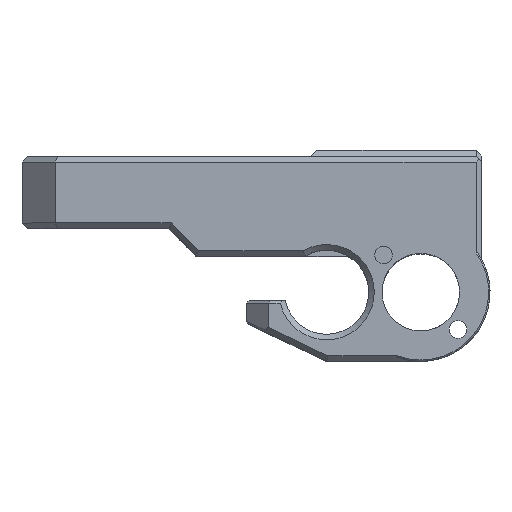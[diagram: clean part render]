
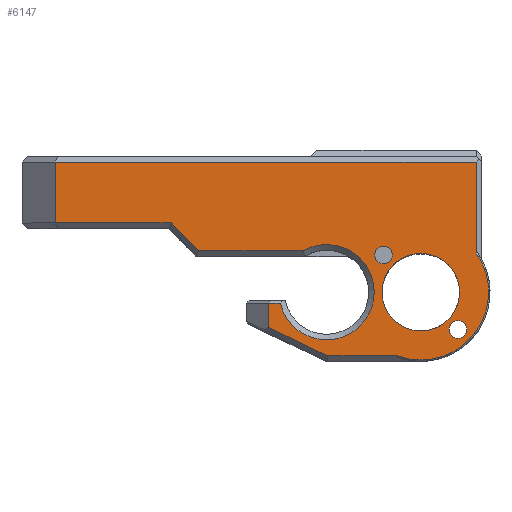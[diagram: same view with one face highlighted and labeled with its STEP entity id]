
A CAD part, top view. The second image highlights one B-rep face of the part: STEP entity #6147.
In plain terms, the highlighted planar face has unit normal (0, 0, 1).
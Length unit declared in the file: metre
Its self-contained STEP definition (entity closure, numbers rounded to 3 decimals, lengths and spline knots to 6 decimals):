
#157=CIRCLE('',#6323,0.01225);
#176=CIRCLE('',#6355,0.007);
#178=CIRCLE('',#6374,0.0086);
#237=CIRCLE('',#6608,0.0016);
#238=CIRCLE('',#6609,0.0016);
#1651=ORIENTED_EDGE('',*,*,#2408,.F.);
#1652=ORIENTED_EDGE('',*,*,#2813,.T.);
#1653=ORIENTED_EDGE('',*,*,#2814,.T.);
#1654=ORIENTED_EDGE('',*,*,#2440,.F.);
#1655=ORIENTED_EDGE('',*,*,#2572,.T.);
#1656=ORIENTED_EDGE('',*,*,#2575,.T.);
#1657=ORIENTED_EDGE('',*,*,#2580,.T.);
#1658=ORIENTED_EDGE('',*,*,#2438,.T.);
#1659=ORIENTED_EDGE('',*,*,#2362,.T.);
#1660=ORIENTED_EDGE('',*,*,#2358,.T.);
#1661=ORIENTED_EDGE('',*,*,#2445,.F.);
#1662=ORIENTED_EDGE('',*,*,#2559,.T.);
#1663=ORIENTED_EDGE('',*,*,#2562,.T.);
#1664=ORIENTED_EDGE('',*,*,#2565,.T.);
#1665=ORIENTED_EDGE('',*,*,#2568,.T.);
#2358=EDGE_CURVE('',#3197,#3196,#3731,.T.);
#2362=EDGE_CURVE('',#3200,#3197,#157,.T.);
#2408=EDGE_CURVE('',#3227,#3227,#176,.T.);
#2438=EDGE_CURVE('',#3242,#3200,#3780,.T.);
#2440=EDGE_CURVE('',#3243,#3244,#178,.T.);
#2445=EDGE_CURVE('',#3248,#3196,#3782,.T.);
#2559=EDGE_CURVE('',#3248,#3319,#3896,.T.);
#2562=EDGE_CURVE('',#3319,#3321,#3899,.T.);
#2565=EDGE_CURVE('',#3321,#3323,#3902,.T.);
#2568=EDGE_CURVE('',#3323,#3244,#3905,.T.);
#2572=EDGE_CURVE('',#3243,#3326,#3909,.T.);
#2575=EDGE_CURVE('',#3326,#3329,#3912,.T.);
#2580=EDGE_CURVE('',#3329,#3242,#3917,.T.);
#2813=EDGE_CURVE('',#3476,#3476,#237,.T.);
#2814=EDGE_CURVE('',#3477,#3477,#238,.T.);
#3196=VERTEX_POINT('',#8762);
#3197=VERTEX_POINT('',#8764);
#3200=VERTEX_POINT('',#8772);
#3227=VERTEX_POINT('',#8939);
#3242=VERTEX_POINT('',#8999);
#3243=VERTEX_POINT('',#9003);
#3244=VERTEX_POINT('',#9004);
#3248=VERTEX_POINT('',#9018);
#3319=VERTEX_POINT('',#9248);
#3321=VERTEX_POINT('',#9253);
#3323=VERTEX_POINT('',#9260);
#3326=VERTEX_POINT('',#9271);
#3329=VERTEX_POINT('',#9278);
#3476=VERTEX_POINT('',#10183);
#3477=VERTEX_POINT('',#10185);
#3731=LINE('',#8763,#4362);
#3780=LINE('',#8998,#4411);
#3782=LINE('',#9017,#4413);
#3896=LINE('',#9247,#4527);
#3899=LINE('',#9254,#4530);
#3902=LINE('',#9259,#4533);
#3905=LINE('',#9265,#4536);
#3909=LINE('',#9272,#4540);
#3912=LINE('',#9279,#4543);
#3917=LINE('',#9287,#4548);
#4362=VECTOR('',#6958,1.);
#4411=VECTOR('',#7113,1.);
#4413=VECTOR('',#7125,1.);
#4527=VECTOR('',#7329,1.);
#4530=VECTOR('',#7334,1.);
#4533=VECTOR('',#7339,1.);
#4536=VECTOR('',#7344,1.);
#4540=VECTOR('',#7350,1.);
#4543=VECTOR('',#7355,1.);
#4548=VECTOR('',#7362,1.);
#5144=EDGE_LOOP('',(#1651));
#5145=EDGE_LOOP('',(#1652));
#5146=EDGE_LOOP('',(#1653));
#5147=EDGE_LOOP('',(#1654,#1655,#1656,#1657,#1658,#1659,#1660,#1661,#1662,
#1663,#1664,#1665));
#5556=FACE_BOUND('',#5144,.T.);
#5557=FACE_BOUND('',#5145,.T.);
#5558=FACE_BOUND('',#5146,.T.);
#5559=FACE_BOUND('',#5147,.T.);
#5847=PLANE('',#6607);
#6147=ADVANCED_FACE('',(#5556,#5557,#5558,#5559),#5847,.T.);
#6323=AXIS2_PLACEMENT_3D('',#8771,#6966,#6967);
#6355=AXIS2_PLACEMENT_3D('',#8938,#7050,#7051);
#6374=AXIS2_PLACEMENT_3D('',#9002,#7117,#7118);
#6607=AXIS2_PLACEMENT_3D('',#10181,#7872,#7873);
#6608=AXIS2_PLACEMENT_3D('',#10182,#7874,#7875);
#6609=AXIS2_PLACEMENT_3D('',#10184,#7876,#7877);
#6958=DIRECTION('',(0.,1.,0.));
#6966=DIRECTION('',(0.,0.,1.));
#6967=DIRECTION('',(0.,-1.,0.));
#7050=DIRECTION('',(0.,0.,1.));
#7051=DIRECTION('',(1.,0.,0.));
#7113=DIRECTION('',(1.,0.,0.));
#7117=DIRECTION('',(0.,0.,1.));
#7118=DIRECTION('',(0.,-1.,0.));
#7125=DIRECTION('',(1.,0.,0.));
#7329=DIRECTION('',(0.,-1.,0.));
#7334=DIRECTION('',(1.,0.,0.));
#7339=DIRECTION('',(0.707,-0.707,0.));
#7344=DIRECTION('',(1.,0.,0.));
#7350=DIRECTION('',(-1.,0.,0.));
#7355=DIRECTION('',(0.,-1.,0.));
#7362=DIRECTION('',(0.901,-0.434,0.));
#7872=DIRECTION('',(0.,0.,1.));
#7873=DIRECTION('',(0.,-1.,0.));
#7874=DIRECTION('',(0.,0.,-1.));
#7875=DIRECTION('',(0.,-1.,0.));
#7876=DIRECTION('',(0.,0.,-1.));
#7877=DIRECTION('',(0.,-1.,0.));
#8762=CARTESIAN_POINT('',(-0.002742,-0.309974,0.336875));
#8763=CARTESIAN_POINT('',(-0.002742,-0.311974,0.336875));
#8764=CARTESIAN_POINT('',(-0.002742,-0.326396,0.336875));
#8771=CARTESIAN_POINT('',(-0.012741,-0.333474,0.336875));
#8772=CARTESIAN_POINT('',(-0.016962,-0.344974,0.336875));
#8938=CARTESIAN_POINT('',(-0.012741,-0.333474,0.336875));
#8939=CARTESIAN_POINT('',(-0.005741,-0.333474,0.336875));
#8998=CARTESIAN_POINT('',(-0.012741,-0.344974,0.336875));
#8999=CARTESIAN_POINT('',(-0.029513,-0.344974,0.336875));
#9002=CARTESIAN_POINT('',(-0.029741,-0.333474,0.336875));
#9003=CARTESIAN_POINT('',(-0.038105,-0.335474,0.336875));
#9004=CARTESIAN_POINT('',(-0.033949,-0.325974,0.336875));
#9017=CARTESIAN_POINT('',(-0.056991,-0.309974,0.336875));
#9018=CARTESIAN_POINT('',(-0.078741,-0.309974,0.336875));
#9247=CARTESIAN_POINT('',(-0.078741,-0.321974,0.336875));
#9248=CARTESIAN_POINT('',(-0.078741,-0.320974,0.336875));
#9253=CARTESIAN_POINT('',(-0.057827,-0.320974,0.336875));
#9254=CARTESIAN_POINT('',(-0.056827,-0.320974,0.336875));
#9259=CARTESIAN_POINT('',(-0.052534,-0.326266,0.336875));
#9260=CARTESIAN_POINT('',(-0.052827,-0.325974,0.336875));
#9265=CARTESIAN_POINT('',(-0.084241,-0.325974,0.336875));
#9271=CARTESIAN_POINT('',(-0.040241,-0.335474,0.336875));
#9272=CARTESIAN_POINT('',(-0.084241,-0.335474,0.336875));
#9278=CARTESIAN_POINT('',(-0.040241,-0.339808,0.336875));
#9279=CARTESIAN_POINT('',(-0.040241,-0.338742,0.336875));
#9287=CARTESIAN_POINT('',(-0.031384,-0.344073,0.336875));
#10181=CARTESIAN_POINT('',(-0.084241,-0.270737,0.336875));
#10182=CARTESIAN_POINT('',(-0.019459,-0.326756,0.336875));
#10183=CARTESIAN_POINT('',(-0.019459,-0.328356,0.336875));
#10184=CARTESIAN_POINT('',(-0.006024,-0.340191,0.336875));
#10185=CARTESIAN_POINT('',(-0.006024,-0.341791,0.336875));
